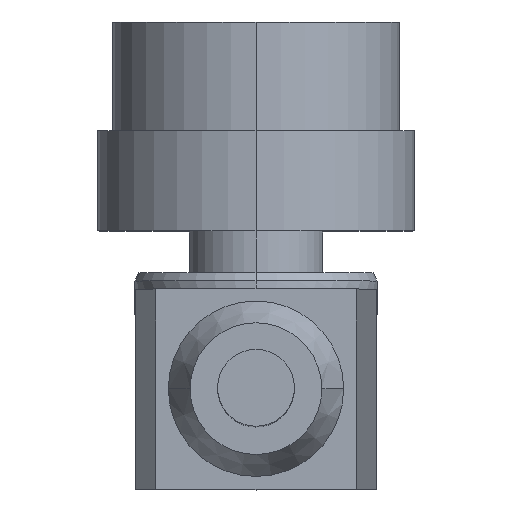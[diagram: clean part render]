
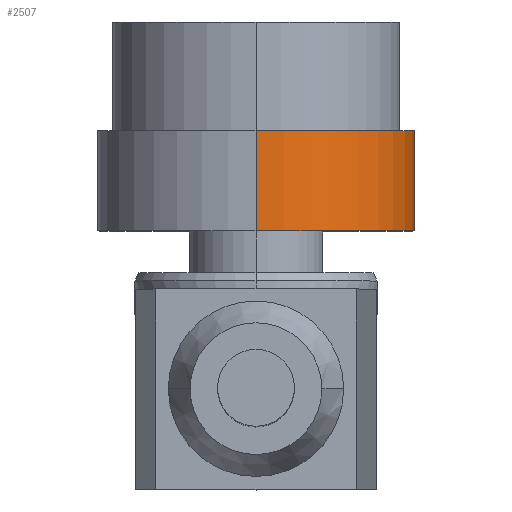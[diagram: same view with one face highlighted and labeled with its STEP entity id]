
A CAD part, top view. The second image highlights one B-rep face of the part: STEP entity #2507.
In plain terms, the highlighted cylindrical face has radius 9.5 mm (diameter 19 mm), a partial arc.
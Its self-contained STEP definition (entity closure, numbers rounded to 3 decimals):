
#27 = CARTESIAN_POINT ( 'NONE',  ( 0., 21.5, -16.25 ) ) ;
#127 = DIRECTION ( 'NONE',  ( 0., -1., 0. ) ) ;
#162 = VERTEX_POINT ( 'NONE', #2445 ) ;
#179 = VERTEX_POINT ( 'NONE', #308 ) ;
#182 = DIRECTION ( 'NONE',  ( 0., 1., 0. ) ) ;
#190 = CARTESIAN_POINT ( 'NONE',  ( 0., 21.5, -25.75 ) ) ;
#196 = CARTESIAN_POINT ( 'NONE',  ( 0., 21.5, -6.75 ) ) ;
#230 = CIRCLE ( 'NONE', #1886, 9.5 ) ;
#255 = VECTOR ( 'NONE', #127, 1000. ) ;
#308 = CARTESIAN_POINT ( 'NONE',  ( 0., 21.5, -25.75 ) ) ;
#387 = EDGE_CURVE ( 'NONE', #1091, #179, #585, .T. ) ;
#464 = ORIENTED_EDGE ( 'NONE', *, *, #387, .F. ) ;
#530 = VERTEX_POINT ( 'NONE', #1558 ) ;
#585 = CIRCLE ( 'NONE', #1054, 9.5 ) ;
#599 = DIRECTION ( 'NONE',  ( 0., 1., 0. ) ) ;
#1010 = EDGE_CURVE ( 'NONE', #179, #162, #1709, .T. ) ;
#1054 = AXIS2_PLACEMENT_3D ( 'NONE', #1357, #182, #1554 ) ;
#1091 = VERTEX_POINT ( 'NONE', #196 ) ;
#1135 = EDGE_LOOP ( 'NONE', ( #464, #2390, #2267, #1973 ) ) ;
#1176 = AXIS2_PLACEMENT_3D ( 'NONE', #27, #1384, #2181 ) ;
#1300 = EDGE_CURVE ( 'NONE', #1091, #530, #2271, .T. ) ;
#1357 = CARTESIAN_POINT ( 'NONE',  ( 0., 21.5, -16.25 ) ) ;
#1384 = DIRECTION ( 'NONE',  ( 0., -1., 0. ) ) ;
#1492 = CARTESIAN_POINT ( 'NONE',  ( 0., 21.5, -6.75 ) ) ;
#1547 = FACE_OUTER_BOUND ( 'NONE', #1135, .T. ) ;
#1554 = DIRECTION ( 'NONE',  ( 0., 0., 1. ) ) ;
#1558 = CARTESIAN_POINT ( 'NONE',  ( 0., 15.5, -6.75 ) ) ;
#1647 = VECTOR ( 'NONE', #1776, 1000. ) ;
#1709 = LINE ( 'NONE', #190, #1647 ) ;
#1776 = DIRECTION ( 'NONE',  ( 0., -1., 0. ) ) ;
#1782 = CARTESIAN_POINT ( 'NONE',  ( 0., 15.5, -16.25 ) ) ;
#1886 = AXIS2_PLACEMENT_3D ( 'NONE', #1782, #599, #1968 ) ;
#1968 = DIRECTION ( 'NONE',  ( 0., 0., 1. ) ) ;
#1973 = ORIENTED_EDGE ( 'NONE', *, *, #1010, .F. ) ;
#2181 = DIRECTION ( 'NONE',  ( 0., 0., -1. ) ) ;
#2267 = ORIENTED_EDGE ( 'NONE', *, *, #2481, .T. ) ;
#2271 = LINE ( 'NONE', #1492, #255 ) ;
#2336 = CYLINDRICAL_SURFACE ( 'NONE', #1176, 9.5 ) ;
#2390 = ORIENTED_EDGE ( 'NONE', *, *, #1300, .T. ) ;
#2445 = CARTESIAN_POINT ( 'NONE',  ( 0., 15.5, -25.75 ) ) ;
#2481 = EDGE_CURVE ( 'NONE', #530, #162, #230, .T. ) ;
#2507 = ADVANCED_FACE ( 'NONE', ( #1547 ), #2336, .T. ) ;
